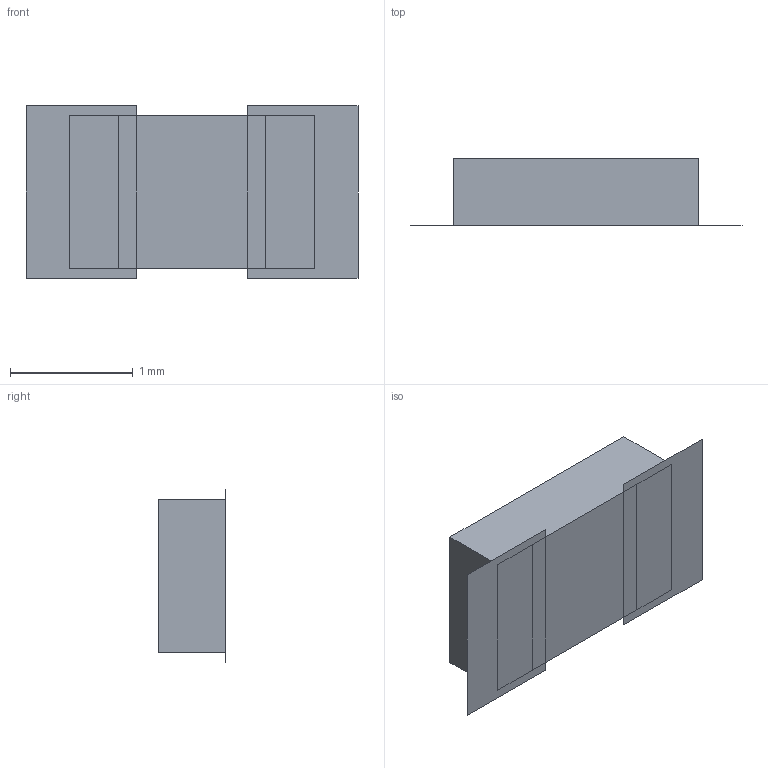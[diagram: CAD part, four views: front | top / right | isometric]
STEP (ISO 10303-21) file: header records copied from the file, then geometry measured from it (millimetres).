
FILE_DESCRIPTION (( 'STEP AP214' ), '1' );
FILE_NAME ('PTS0805M.STEP', '2018-05-31T11:55:55', ( '' ), ( '' ), 'SwSTEP 2.0', 'SolidWorks 2018', '' );
FILE_SCHEMA (( 'AUTOMOTIVE_DESIGN' ));
Length unit declared in the file: millimetre
Products named in the file (1): PTS0805M
Bounding box: 2.7 x 0.55 x 1.4 mm (x, y, z)
Surface area: 11.1 mm2 (no closed solid volume)
Topology: 0 solids, 3 shells, 10 faces, 26 edges, 20 vertices
Faces by surface type: plane 10
Entity records: 382 total; most frequent: CARTESIAN_POINT 57, DIRECTION 48, ORIENTED_EDGE 44, VECTOR 26, EDGE_CURVE 26, LINE 26, VERTEX_POINT 20, AXIS2_PLACEMENT_3D 11
